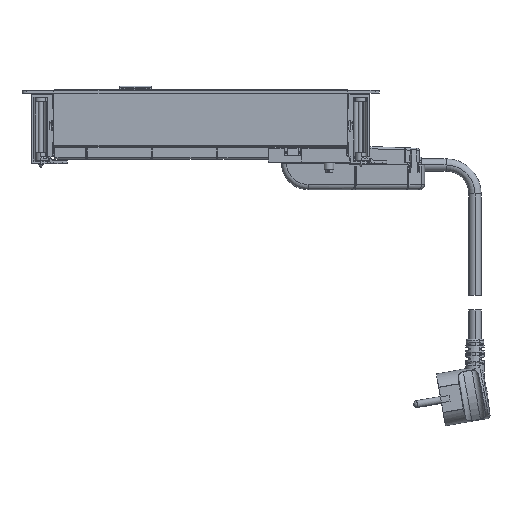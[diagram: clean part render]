
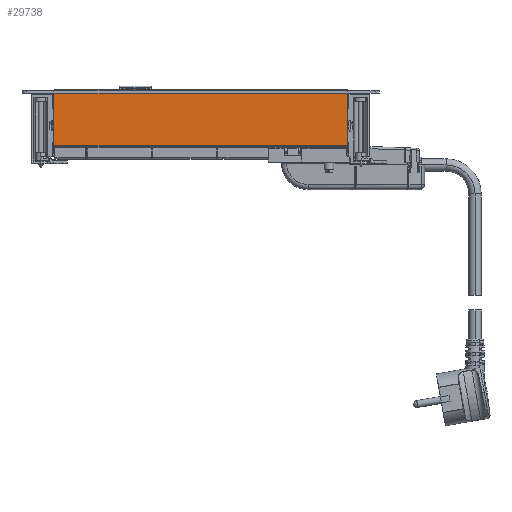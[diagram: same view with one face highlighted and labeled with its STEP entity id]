
A CAD part, front view. The second image highlights one B-rep face of the part: STEP entity #29738.
In plain terms, the highlighted planar face has unit normal (0, -1, 0).
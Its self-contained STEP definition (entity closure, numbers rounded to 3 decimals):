
#29725=AXIS2_PLACEMENT_3D('Plane Axis2P3D',#29722,#29723,#29724) ;
#27736=CARTESIAN_POINT('Vertex',(-202.5,-32.498,7.701)) ;
#27739=CARTESIAN_POINT('Line Origine',(-202.5,-32.498,22.75)) ;
#27743=CARTESIAN_POINT('Vertex',(-202.5,-32.498,43.5)) ;
#28405=CARTESIAN_POINT('Vertex',(0.,-32.498,43.5)) ;
#28408=CARTESIAN_POINT('Line Origine',(0.,-32.498,25.6)) ;
#28412=CARTESIAN_POINT('Vertex',(0.,-32.498,7.701)) ;
#29710=CARTESIAN_POINT('Line Origine',(-78.75,-32.498,7.701)) ;
#29722=CARTESIAN_POINT('Axis2P3D Location',(-90.3,-32.498,7.701)) ;
#29727=CARTESIAN_POINT('Line Origine',(-101.25,-32.498,43.5)) ;
#27740=DIRECTION('Vector Direction',(0.,0.,1.)) ;
#28409=DIRECTION('Vector Direction',(0.,0.,1.)) ;
#29711=DIRECTION('Vector Direction',(1.,0.,0.)) ;
#29723=DIRECTION('Axis2P3D Direction',(0.,1.,-0.)) ;
#29724=DIRECTION('Axis2P3D XDirection',(0.,0.,1.)) ;
#29728=DIRECTION('Vector Direction',(1.,0.,0.)) ;
#27741=VECTOR('Line Direction',#27740,1.) ;
#28410=VECTOR('Line Direction',#28409,1.) ;
#29712=VECTOR('Line Direction',#29711,1.) ;
#29729=VECTOR('Line Direction',#29728,1.) ;
#29733=ORIENTED_EDGE('',*,*,#29731,.F.) ;
#29734=ORIENTED_EDGE('',*,*,#27745,.F.) ;
#29735=ORIENTED_EDGE('',*,*,#29714,.T.) ;
#29736=ORIENTED_EDGE('',*,*,#28414,.F.) ;
#29738=ADVANCED_FACE('MULTI LINK WALL 8 MODULES.1\\D010350.1.1',(#29737),#29726,.F.) ;
#27745=EDGE_CURVE('',#27737,#27744,#27742,.T.) ;
#28414=EDGE_CURVE('',#28406,#28413,#28411,.F.) ;
#29714=EDGE_CURVE('',#27737,#28413,#29713,.T.) ;
#29731=EDGE_CURVE('',#27744,#28406,#29730,.T.) ;
#29732=EDGE_LOOP('',(#29733,#29734,#29735,#29736)) ;
#29737=FACE_OUTER_BOUND('',#29732,.T.) ;
#27742=LINE('Line',#27739,#27741) ;
#28411=LINE('Line',#28408,#28410) ;
#29713=LINE('Line',#29710,#29712) ;
#29730=LINE('Line',#29727,#29729) ;
#29726=PLANE('',#29725) ;
#27737=VERTEX_POINT('',#27736) ;
#27744=VERTEX_POINT('',#27743) ;
#28406=VERTEX_POINT('',#28405) ;
#28413=VERTEX_POINT('',#28412) ;
